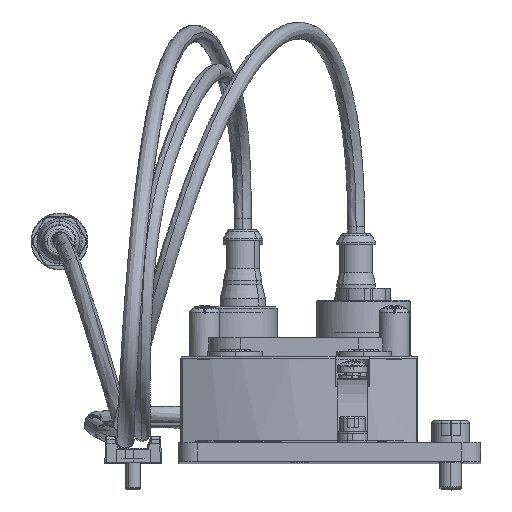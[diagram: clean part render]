
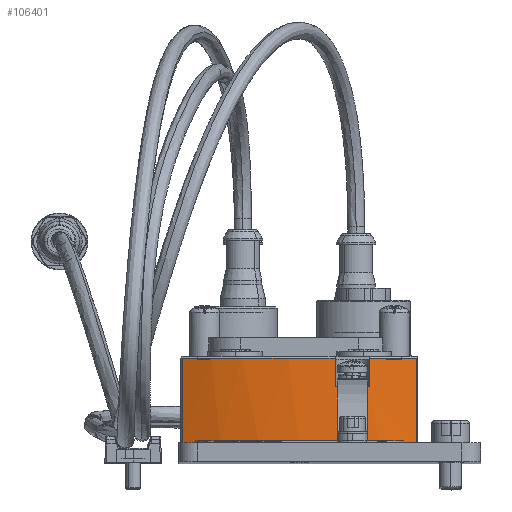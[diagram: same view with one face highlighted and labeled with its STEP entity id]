
A CAD part, top view. The second image highlights one B-rep face of the part: STEP entity #106401.
In plain terms, the highlighted cylindrical face has radius 76 mm (diameter 152 mm), a partial arc.
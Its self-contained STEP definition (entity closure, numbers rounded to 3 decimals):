
#3847 = VERTEX_POINT ( 'NONE', #101076 ) ;
#3931 = AXIS2_PLACEMENT_3D ( 'NONE', #20230, #9580, #96311 ) ;
#7534 = B_SPLINE_CURVE_WITH_KNOTS ( 'NONE', 3,
 ( #19346, #73338, #30707, #84040 ),
 .UNSPECIFIED., .F., .F.,
 ( 4, 4 ),
 ( 0., 1. ),
 .UNSPECIFIED. ) ;
#8613 = B_SPLINE_CURVE_WITH_KNOTS ( 'NONE', 3,
 ( #12070, #22735, #23440, #100208 ),
 .UNSPECIFIED., .F., .F.,
 ( 4, 4 ),
 ( 0., 0.207 ),
 .UNSPECIFIED. ) ;
#9580 = DIRECTION ( 'NONE',  ( 0., -1., 0. ) ) ;
#10116 = ORIENTED_EDGE ( 'NONE', *, *, #57363, .T. ) ;
#10942 = CARTESIAN_POINT ( 'NONE',  ( -5.453, 26.5, 113.396 ) ) ;
#12070 = CARTESIAN_POINT ( 'NONE',  ( 23.054, 26.5, 106.726 ) ) ;
#15880 = CARTESIAN_POINT ( 'NONE',  ( 10.58, 19., 111.054 ) ) ;
#17806 = CARTESIAN_POINT ( 'NONE',  ( 23.054, 19., 106.726 ) ) ;
#17808 = CYLINDRICAL_SURFACE ( 'NONE', #95262, 76. ) ;
#19346 = CARTESIAN_POINT ( 'NONE',  ( -39.054, 26.5, 106.726 ) ) ;
#20230 = CARTESIAN_POINT ( 'NONE',  ( -8., 19., 37.36 ) ) ;
#20460 = CARTESIAN_POINT ( 'NONE',  ( 23.054, 26.5, 106.726 ) ) ;
#22735 = CARTESIAN_POINT ( 'NONE',  ( 19.032, 26.5, 108.527 ) ) ;
#23440 = CARTESIAN_POINT ( 'NONE',  ( 14.853, 26.5, 109.977 ) ) ;
#24011 = VERTEX_POINT ( 'NONE', #25515 ) ;
#25332 = CARTESIAN_POINT ( 'NONE',  ( -39.054, 4., 106.726 ) ) ;
#25401 = ORIENTED_EDGE ( 'NONE', *, *, #47407, .T. ) ;
#25515 = CARTESIAN_POINT ( 'NONE',  ( 1.43, 19., 112.773 ) ) ;
#26848 = LINE ( 'NONE', #59467, #133228 ) ;
#27073 = LINE ( 'NONE', #58999, #71256 ) ;
#28431 = CARTESIAN_POINT ( 'NONE',  ( -13.332, 4., 113.36 ) ) ;
#29159 = DIRECTION ( 'NONE',  ( 0.412, 0., -0.911 ) ) ;
#30707 = CARTESIAN_POINT ( 'NONE',  ( -39.054, 11.5, 106.726 ) ) ;
#31087 = CARTESIAN_POINT ( 'NONE',  ( 1.43, 26.5, 112.773 ) ) ;
#34253 = ORIENTED_EDGE ( 'NONE', *, *, #74176, .F. ) ;
#37489 = ORIENTED_EDGE ( 'NONE', *, *, #123849, .T. ) ;
#38414 = CARTESIAN_POINT ( 'NONE',  ( 23.054, 4., 106.726 ) ) ;
#42924 = CARTESIAN_POINT ( 'NONE',  ( -26.024, 26.5, 111.273 ) ) ;
#42975 = EDGE_CURVE ( 'NONE', #129379, #3847, #91846, .T. ) ;
#43851 = VERTEX_POINT ( 'NONE', #15880 ) ;
#45022 = CARTESIAN_POINT ( 'NONE',  ( -1.997, 26.5, 113.202 ) ) ;
#46283 = EDGE_LOOP ( 'NONE', ( #61850, #37489, #34253, #93213, #76232, #25401, #86584, #10116 ) ) ;
#47407 = EDGE_CURVE ( 'NONE', #133742, #115909, #91032, .T. ) ;
#49773 = CARTESIAN_POINT ( 'NONE',  ( -29.092, 4., 110.569 ) ) ;
#49817 = DIRECTION ( 'NONE',  ( 0., -1., 0. ) ) ;
#50470 = CARTESIAN_POINT ( 'NONE',  ( 18.188, 4., 108.905 ) ) ;
#53243 = B_SPLINE_CURVE_WITH_KNOTS ( 'NONE', 3,
 ( #38414, #82490, #17806, #105201 ),
 .UNSPECIFIED., .F., .F.,
 ( 4, 4 ),
 ( 0., 1. ),
 .UNSPECIFIED. ) ;
#57363 = EDGE_CURVE ( 'NONE', #107888, #113666, #8613, .T. ) ;
#58090 = DIRECTION ( 'NONE',  ( 0., 1., 0. ) ) ;
#58999 = CARTESIAN_POINT ( 'NONE',  ( 1.43, 27., 112.773 ) ) ;
#59467 = CARTESIAN_POINT ( 'NONE',  ( 10.58, 27., 111.054 ) ) ;
#61030 = CARTESIAN_POINT ( 'NONE',  ( 13.092, 4., 110.569 ) ) ;
#61057 = CARTESIAN_POINT ( 'NONE',  ( -8., 27., 37.36 ) ) ;
#61850 = ORIENTED_EDGE ( 'NONE', *, *, #91795, .F. ) ;
#65125 = CIRCLE ( 'NONE', #3931, 76. ) ;
#66309 = CARTESIAN_POINT ( 'NONE',  ( -39.054, 26.5, 106.726 ) ) ;
#71256 = VECTOR ( 'NONE', #49817, 1000. ) ;
#73338 = CARTESIAN_POINT ( 'NONE',  ( -39.054, 19., 106.726 ) ) ;
#74176 = EDGE_CURVE ( 'NONE', #129379, #24011, #27073, .T. ) ;
#76232 = ORIENTED_EDGE ( 'NONE', *, *, #92389, .T. ) ;
#82490 = CARTESIAN_POINT ( 'NONE',  ( 23.054, 11.5, 106.726 ) ) ;
#84040 = CARTESIAN_POINT ( 'NONE',  ( -39.054, 4., 106.726 ) ) ;
#86584 = ORIENTED_EDGE ( 'NONE', *, *, #125128, .T. ) ;
#87745 = CARTESIAN_POINT ( 'NONE',  ( -22.643, 26.5, 112.016 ) ) ;
#88429 = CARTESIAN_POINT ( 'NONE',  ( -32.653, 26.5, 109.334 ) ) ;
#91032 = B_SPLINE_CURVE_WITH_KNOTS ( 'NONE', 3,
 ( #103771, #124365, #49773, #115751, #28431, #115045, #105171, #61030, #50470, #93815 ),
 .UNSPECIFIED., .F., .F.,
 ( 4, 2, 2, 2, 4 ),
 ( 0., 0.25, 0.5, 0.75, 1. ),
 .UNSPECIFIED. ) ;
#91795 = EDGE_CURVE ( 'NONE', #43851, #113666, #26848, .T. ) ;
#91846 = B_SPLINE_CURVE_WITH_KNOTS ( 'NONE', 3,
 ( #108962, #45022, #10942, #120327, #97676, #87745, #42924, #88429, #110366, #66309 ),
 .UNSPECIFIED., .F., .F.,
 ( 4, 2, 2, 2, 4 ),
 ( 0.352, 0.514, 0.676, 0.838, 1. ),
 .UNSPECIFIED. ) ;
#92389 = EDGE_CURVE ( 'NONE', #3847, #133742, #7534, .T. ) ;
#93213 = ORIENTED_EDGE ( 'NONE', *, *, #42975, .T. ) ;
#93815 = CARTESIAN_POINT ( 'NONE',  ( 23.054, 4., 106.726 ) ) ;
#93849 = DIRECTION ( 'NONE',  ( 0., -1., 0. ) ) ;
#95262 = AXIS2_PLACEMENT_3D ( 'NONE', #61057, #93849, #29159 ) ;
#96311 = DIRECTION ( 'NONE',  ( 0., 0., 1. ) ) ;
#97676 = CARTESIAN_POINT ( 'NONE',  ( -15.811, 26.5, 113.037 ) ) ;
#100208 = CARTESIAN_POINT ( 'NONE',  ( 10.58, 26.5, 111.054 ) ) ;
#101076 = CARTESIAN_POINT ( 'NONE',  ( -39.054, 26.5, 106.726 ) ) ;
#103771 = CARTESIAN_POINT ( 'NONE',  ( -39.054, 4., 106.726 ) ) ;
#105171 = CARTESIAN_POINT ( 'NONE',  ( 2.663, 4., 112.797 ) ) ;
#105201 = CARTESIAN_POINT ( 'NONE',  ( 23.054, 26.5, 106.726 ) ) ;
#105715 = CARTESIAN_POINT ( 'NONE',  ( 23.054, 4., 106.726 ) ) ;
#106401 = ADVANCED_FACE ( 'NONE', ( #114385 ), #17808, .T. ) ;
#107888 = VERTEX_POINT ( 'NONE', #20460 ) ;
#108962 = CARTESIAN_POINT ( 'NONE',  ( 1.43, 26.5, 112.773 ) ) ;
#110366 = CARTESIAN_POINT ( 'NONE',  ( -35.902, 26.5, 108.138 ) ) ;
#113666 = VERTEX_POINT ( 'NONE', #115355 ) ;
#114385 = FACE_OUTER_BOUND ( 'NONE', #46283, .T. ) ;
#115045 = CARTESIAN_POINT ( 'NONE',  ( -2.668, 4., 113.36 ) ) ;
#115355 = CARTESIAN_POINT ( 'NONE',  ( 10.58, 26.5, 111.054 ) ) ;
#115751 = CARTESIAN_POINT ( 'NONE',  ( -18.663, 4., 112.797 ) ) ;
#115909 = VERTEX_POINT ( 'NONE', #105715 ) ;
#120327 = CARTESIAN_POINT ( 'NONE',  ( -12.36, 26.5, 113.314 ) ) ;
#123849 = EDGE_CURVE ( 'NONE', #43851, #24011, #65125, .T. ) ;
#124365 = CARTESIAN_POINT ( 'NONE',  ( -34.188, 4., 108.905 ) ) ;
#125128 = EDGE_CURVE ( 'NONE', #115909, #107888, #53243, .T. ) ;
#129379 = VERTEX_POINT ( 'NONE', #31087 ) ;
#133228 = VECTOR ( 'NONE', #58090, 1000. ) ;
#133742 = VERTEX_POINT ( 'NONE', #25332 ) ;
